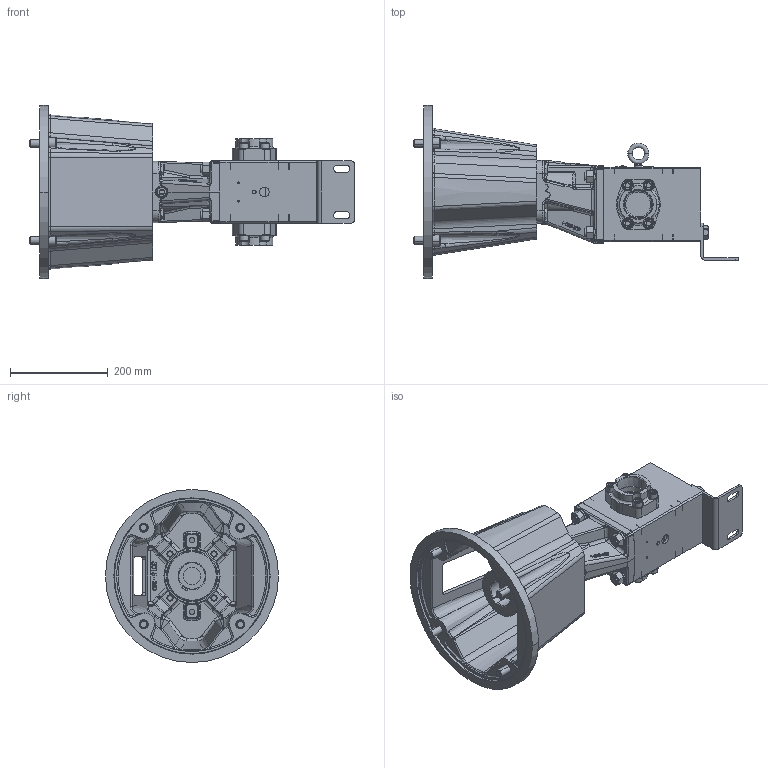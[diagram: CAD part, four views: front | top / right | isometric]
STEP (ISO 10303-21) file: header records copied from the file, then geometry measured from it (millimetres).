
FILE_DESCRIPTION (( 'STEP AP214' ), '1' );
FILE_NAME ('GPV-1018-012-U.STEP', '2019-05-22T20:57:59', ( '' ), ( '' ), 'SwSTEP 2.0', 'SolidWorks 2018', '' );
FILE_SCHEMA (( 'AUTOMOTIVE_DESIGN' ));
Length unit declared in the file: inch
Products named in the file (1): GPV-1018-012-U
Bounding box: 662.58 x 353.31 x 353.31 mm (x, y, z)
Volume: 9671776.1 mm3; surface area: 1063080.5 mm2
Topology: 24 solids, 24 shells, 2909 faces, 7057 edges, 4320 vertices
Faces by surface type: plane 1009, cylinder 749, bspline 599, cone 433, torus 87, sphere 32
Entity records: 157111 total; most frequent: CARTESIAN_POINT 55682, ORIENTED_EDGE 14050, DIRECTION 11940, EDGE_CURVE 7025, AXIS2_PLACEMENT_3D 4453, VERTEX_POINT 4320, EDGE_LOOP 3141, LINE 3034
